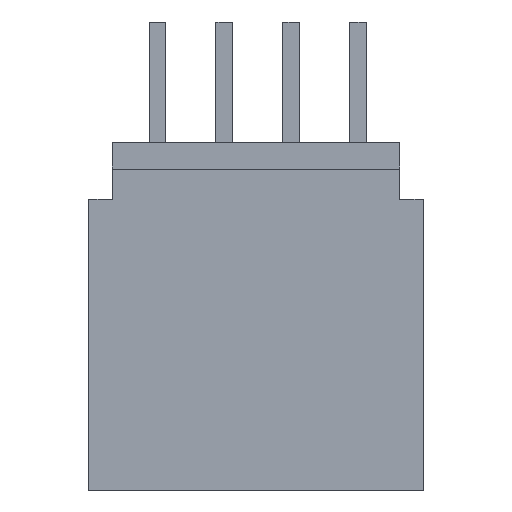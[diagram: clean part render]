
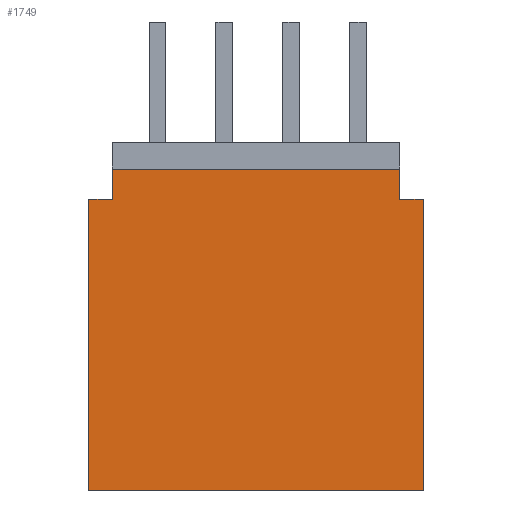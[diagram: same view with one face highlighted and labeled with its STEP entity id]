
A CAD part, front view. The second image highlights one B-rep face of the part: STEP entity #1749.
In plain terms, the highlighted face is planar.
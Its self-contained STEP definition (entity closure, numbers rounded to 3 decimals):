
#332 = PLANE('',#333);
#333 = AXIS2_PLACEMENT_3D('',#334,#335,#336);
#334 = CARTESIAN_POINT('',(11.811,13.208,127.));
#335 = DIRECTION('',(1.,0.,0.));
#336 = DIRECTION('',(0.,0.,-1.));
#386 = PLANE('',#387);
#387 = AXIS2_PLACEMENT_3D('',#388,#389,#390);
#388 = CARTESIAN_POINT('',(0.889,11.049,127.));
#389 = DIRECTION('',(-1.,0.,0.));
#390 = DIRECTION('',(0.,0.,1.));
#1216 = PLANE('',#1217);
#1217 = AXIS2_PLACEMENT_3D('',#1218,#1219,#1220);
#1218 = CARTESIAN_POINT('',(254.,0.,6.731));
#1219 = DIRECTION('',(0.,1.,0.));
#1220 = DIRECTION('',(0.,0.,1.));
#1269 = VERTEX_POINT('',#1270);
#1270 = CARTESIAN_POINT('',(12.7,0.,0.));
#1284 = PLANE('',#1285);
#1285 = AXIS2_PLACEMENT_3D('',#1286,#1287,#1288);
#1286 = CARTESIAN_POINT('',(12.7,127.,0.));
#1287 = DIRECTION('',(1.,0.,0.));
#1288 = DIRECTION('',(0.,0.,-1.));
#1296 = EDGE_CURVE('',#1269,#1297,#1299,.T.);
#1297 = VERTEX_POINT('',#1298);
#1298 = CARTESIAN_POINT('',(0.,0.,0.));
#1299 = SURFACE_CURVE('',#1300,(#1304,#1311),.PCURVE_S1.);
#1300 = LINE('',#1301,#1302);
#1301 = CARTESIAN_POINT('',(254.,0.,0.));
#1302 = VECTOR('',#1303,1.);
#1303 = DIRECTION('',(-1.,0.,0.));
#1304 = PCURVE('',#1216,#1305);
#1305 = DEFINITIONAL_REPRESENTATION('',(#1306),#1310);
#1306 = LINE('',#1307,#1308);
#1307 = CARTESIAN_POINT('',(-6.731,0.));
#1308 = VECTOR('',#1309,1.);
#1309 = DIRECTION('',(0.,-1.));
#1310 = ( GEOMETRIC_REPRESENTATION_CONTEXT(2) 
PARAMETRIC_REPRESENTATION_CONTEXT() REPRESENTATION_CONTEXT('2D SPACE',''
  ) );
#1311 = PCURVE('',#1312,#1317);
#1312 = PLANE('',#1313);
#1313 = AXIS2_PLACEMENT_3D('',#1314,#1315,#1316);
#1314 = CARTESIAN_POINT('',(254.,0.,0.));
#1315 = DIRECTION('',(0.,0.,1.));
#1316 = DIRECTION('',(1.,0.,0.));
#1317 = DEFINITIONAL_REPRESENTATION('',(#1318),#1322);
#1318 = LINE('',#1319,#1320);
#1319 = CARTESIAN_POINT('',(0.,0.));
#1320 = VECTOR('',#1321,1.);
#1321 = DIRECTION('',(-1.,0.));
#1322 = ( GEOMETRIC_REPRESENTATION_CONTEXT(2) 
PARAMETRIC_REPRESENTATION_CONTEXT() REPRESENTATION_CONTEXT('2D SPACE',''
  ) );
#1340 = PLANE('',#1341);
#1341 = AXIS2_PLACEMENT_3D('',#1342,#1343,#1344);
#1342 = CARTESIAN_POINT('',(0.,0.,0.));
#1343 = DIRECTION('',(1.,0.,0.));
#1344 = DIRECTION('',(0.,0.,-1.));
#1749 = ADVANCED_FACE('',(#1750),#1312,.F.);
#1750 = FACE_BOUND('',#1751,.F.);
#1751 = EDGE_LOOP('',(#1752,#1753,#1776,#1804,#1827,#1855,#1878,#1906));
#1752 = ORIENTED_EDGE('',*,*,#1296,.F.);
#1753 = ORIENTED_EDGE('',*,*,#1754,.F.);
#1754 = EDGE_CURVE('',#1755,#1269,#1757,.T.);
#1755 = VERTEX_POINT('',#1756);
#1756 = CARTESIAN_POINT('',(12.7,11.049,0.));
#1757 = SURFACE_CURVE('',#1758,(#1762,#1769),.PCURVE_S1.);
#1758 = LINE('',#1759,#1760);
#1759 = CARTESIAN_POINT('',(12.7,127.,0.));
#1760 = VECTOR('',#1761,1.);
#1761 = DIRECTION('',(0.,-1.,0.));
#1762 = PCURVE('',#1312,#1763);
#1763 = DEFINITIONAL_REPRESENTATION('',(#1764),#1768);
#1764 = LINE('',#1765,#1766);
#1765 = CARTESIAN_POINT('',(-241.3,127.));
#1766 = VECTOR('',#1767,1.);
#1767 = DIRECTION('',(0.,-1.));
#1768 = ( GEOMETRIC_REPRESENTATION_CONTEXT(2) 
PARAMETRIC_REPRESENTATION_CONTEXT() REPRESENTATION_CONTEXT('2D SPACE',''
  ) );
#1769 = PCURVE('',#1284,#1770);
#1770 = DEFINITIONAL_REPRESENTATION('',(#1771),#1775);
#1771 = LINE('',#1772,#1773);
#1772 = CARTESIAN_POINT('',(0.,0.));
#1773 = VECTOR('',#1774,1.);
#1774 = DIRECTION('',(0.,-1.));
#1775 = ( GEOMETRIC_REPRESENTATION_CONTEXT(2) 
PARAMETRIC_REPRESENTATION_CONTEXT() REPRESENTATION_CONTEXT('2D SPACE',''
  ) );
#1776 = ORIENTED_EDGE('',*,*,#1777,.F.);
#1777 = EDGE_CURVE('',#1778,#1755,#1780,.T.);
#1778 = VERTEX_POINT('',#1779);
#1779 = CARTESIAN_POINT('',(11.811,11.049,0.));
#1780 = SURFACE_CURVE('',#1781,(#1785,#1792),.PCURVE_S1.);
#1781 = LINE('',#1782,#1783);
#1782 = CARTESIAN_POINT('',(11.811,11.049,0.));
#1783 = VECTOR('',#1784,1.);
#1784 = DIRECTION('',(1.,0.,0.));
#1785 = PCURVE('',#1312,#1786);
#1786 = DEFINITIONAL_REPRESENTATION('',(#1787),#1791);
#1787 = LINE('',#1788,#1789);
#1788 = CARTESIAN_POINT('',(-242.189,11.049));
#1789 = VECTOR('',#1790,1.);
#1790 = DIRECTION('',(1.,0.));
#1791 = ( GEOMETRIC_REPRESENTATION_CONTEXT(2) 
PARAMETRIC_REPRESENTATION_CONTEXT() REPRESENTATION_CONTEXT('2D SPACE',''
  ) );
#1792 = PCURVE('',#1793,#1798);
#1793 = PLANE('',#1794);
#1794 = AXIS2_PLACEMENT_3D('',#1795,#1796,#1797);
#1795 = CARTESIAN_POINT('',(11.811,11.049,127.));
#1796 = DIRECTION('',(0.,1.,0.));
#1797 = DIRECTION('',(0.,0.,1.));
#1798 = DEFINITIONAL_REPRESENTATION('',(#1799),#1803);
#1799 = LINE('',#1800,#1801);
#1800 = CARTESIAN_POINT('',(-127.,0.));
#1801 = VECTOR('',#1802,1.);
#1802 = DIRECTION('',(0.,1.));
#1803 = ( GEOMETRIC_REPRESENTATION_CONTEXT(2) 
PARAMETRIC_REPRESENTATION_CONTEXT() REPRESENTATION_CONTEXT('2D SPACE',''
  ) );
#1804 = ORIENTED_EDGE('',*,*,#1805,.F.);
#1805 = EDGE_CURVE('',#1806,#1778,#1808,.T.);
#1806 = VERTEX_POINT('',#1807);
#1807 = CARTESIAN_POINT('',(11.811,12.192,0.));
#1808 = SURFACE_CURVE('',#1809,(#1813,#1820),.PCURVE_S1.);
#1809 = LINE('',#1810,#1811);
#1810 = CARTESIAN_POINT('',(11.811,13.208,0.));
#1811 = VECTOR('',#1812,1.);
#1812 = DIRECTION('',(0.,-1.,0.));
#1813 = PCURVE('',#1312,#1814);
#1814 = DEFINITIONAL_REPRESENTATION('',(#1815),#1819);
#1815 = LINE('',#1816,#1817);
#1816 = CARTESIAN_POINT('',(-242.189,13.208));
#1817 = VECTOR('',#1818,1.);
#1818 = DIRECTION('',(0.,-1.));
#1819 = ( GEOMETRIC_REPRESENTATION_CONTEXT(2) 
PARAMETRIC_REPRESENTATION_CONTEXT() REPRESENTATION_CONTEXT('2D SPACE',''
  ) );
#1820 = PCURVE('',#332,#1821);
#1821 = DEFINITIONAL_REPRESENTATION('',(#1822),#1826);
#1822 = LINE('',#1823,#1824);
#1823 = CARTESIAN_POINT('',(127.,0.));
#1824 = VECTOR('',#1825,1.);
#1825 = DIRECTION('',(0.,-1.));
#1826 = ( GEOMETRIC_REPRESENTATION_CONTEXT(2) 
PARAMETRIC_REPRESENTATION_CONTEXT() REPRESENTATION_CONTEXT('2D SPACE',''
  ) );
#1827 = ORIENTED_EDGE('',*,*,#1828,.T.);
#1828 = EDGE_CURVE('',#1806,#1829,#1831,.T.);
#1829 = VERTEX_POINT('',#1830);
#1830 = CARTESIAN_POINT('',(0.889,12.192,0.));
#1831 = SURFACE_CURVE('',#1832,(#1836,#1843),.PCURVE_S1.);
#1832 = LINE('',#1833,#1834);
#1833 = CARTESIAN_POINT('',(254.,12.192,0.));
#1834 = VECTOR('',#1835,1.);
#1835 = DIRECTION('',(-1.,0.,0.));
#1836 = PCURVE('',#1312,#1837);
#1837 = DEFINITIONAL_REPRESENTATION('',(#1838),#1842);
#1838 = LINE('',#1839,#1840);
#1839 = CARTESIAN_POINT('',(0.,12.192));
#1840 = VECTOR('',#1841,1.);
#1841 = DIRECTION('',(-1.,0.));
#1842 = ( GEOMETRIC_REPRESENTATION_CONTEXT(2) 
PARAMETRIC_REPRESENTATION_CONTEXT() REPRESENTATION_CONTEXT('2D SPACE',''
  ) );
#1843 = PCURVE('',#1844,#1849);
#1844 = PLANE('',#1845);
#1845 = AXIS2_PLACEMENT_3D('',#1846,#1847,#1848);
#1846 = CARTESIAN_POINT('',(254.,12.192,0.));
#1847 = DIRECTION('',(0.,-1.,0.));
#1848 = DIRECTION('',(0.,0.,-1.));
#1849 = DEFINITIONAL_REPRESENTATION('',(#1850),#1854);
#1850 = LINE('',#1851,#1852);
#1851 = CARTESIAN_POINT('',(0.,0.));
#1852 = VECTOR('',#1853,1.);
#1853 = DIRECTION('',(0.,-1.));
#1854 = ( GEOMETRIC_REPRESENTATION_CONTEXT(2) 
PARAMETRIC_REPRESENTATION_CONTEXT() REPRESENTATION_CONTEXT('2D SPACE',''
  ) );
#1855 = ORIENTED_EDGE('',*,*,#1856,.F.);
#1856 = EDGE_CURVE('',#1857,#1829,#1859,.T.);
#1857 = VERTEX_POINT('',#1858);
#1858 = CARTESIAN_POINT('',(0.889,11.049,0.));
#1859 = SURFACE_CURVE('',#1860,(#1864,#1871),.PCURVE_S1.);
#1860 = LINE('',#1861,#1862);
#1861 = CARTESIAN_POINT('',(0.889,11.049,0.));
#1862 = VECTOR('',#1863,1.);
#1863 = DIRECTION('',(0.,1.,0.));
#1864 = PCURVE('',#1312,#1865);
#1865 = DEFINITIONAL_REPRESENTATION('',(#1866),#1870);
#1866 = LINE('',#1867,#1868);
#1867 = CARTESIAN_POINT('',(-253.111,11.049));
#1868 = VECTOR('',#1869,1.);
#1869 = DIRECTION('',(0.,1.));
#1870 = ( GEOMETRIC_REPRESENTATION_CONTEXT(2) 
PARAMETRIC_REPRESENTATION_CONTEXT() REPRESENTATION_CONTEXT('2D SPACE',''
  ) );
#1871 = PCURVE('',#386,#1872);
#1872 = DEFINITIONAL_REPRESENTATION('',(#1873),#1877);
#1873 = LINE('',#1874,#1875);
#1874 = CARTESIAN_POINT('',(-127.,0.));
#1875 = VECTOR('',#1876,1.);
#1876 = DIRECTION('',(0.,1.));
#1877 = ( GEOMETRIC_REPRESENTATION_CONTEXT(2) 
PARAMETRIC_REPRESENTATION_CONTEXT() REPRESENTATION_CONTEXT('2D SPACE',''
  ) );
#1878 = ORIENTED_EDGE('',*,*,#1879,.F.);
#1879 = EDGE_CURVE('',#1880,#1857,#1882,.T.);
#1880 = VERTEX_POINT('',#1881);
#1881 = CARTESIAN_POINT('',(0.,11.049,0.));
#1882 = SURFACE_CURVE('',#1883,(#1887,#1894),.PCURVE_S1.);
#1883 = LINE('',#1884,#1885);
#1884 = CARTESIAN_POINT('',(0.,11.049,0.));
#1885 = VECTOR('',#1886,1.);
#1886 = DIRECTION('',(1.,0.,0.));
#1887 = PCURVE('',#1312,#1888);
#1888 = DEFINITIONAL_REPRESENTATION('',(#1889),#1893);
#1889 = LINE('',#1890,#1891);
#1890 = CARTESIAN_POINT('',(-254.,11.049));
#1891 = VECTOR('',#1892,1.);
#1892 = DIRECTION('',(1.,0.));
#1893 = ( GEOMETRIC_REPRESENTATION_CONTEXT(2) 
PARAMETRIC_REPRESENTATION_CONTEXT() REPRESENTATION_CONTEXT('2D SPACE',''
  ) );
#1894 = PCURVE('',#1895,#1900);
#1895 = PLANE('',#1896);
#1896 = AXIS2_PLACEMENT_3D('',#1897,#1898,#1899);
#1897 = CARTESIAN_POINT('',(0.,11.049,127.));
#1898 = DIRECTION('',(0.,1.,0.));
#1899 = DIRECTION('',(0.,0.,1.));
#1900 = DEFINITIONAL_REPRESENTATION('',(#1901),#1905);
#1901 = LINE('',#1902,#1903);
#1902 = CARTESIAN_POINT('',(-127.,0.));
#1903 = VECTOR('',#1904,1.);
#1904 = DIRECTION('',(0.,1.));
#1905 = ( GEOMETRIC_REPRESENTATION_CONTEXT(2) 
PARAMETRIC_REPRESENTATION_CONTEXT() REPRESENTATION_CONTEXT('2D SPACE',''
  ) );
#1906 = ORIENTED_EDGE('',*,*,#1907,.F.);
#1907 = EDGE_CURVE('',#1297,#1880,#1908,.T.);
#1908 = SURFACE_CURVE('',#1909,(#1913,#1920),.PCURVE_S1.);
#1909 = LINE('',#1910,#1911);
#1910 = CARTESIAN_POINT('',(0.,0.,0.));
#1911 = VECTOR('',#1912,1.);
#1912 = DIRECTION('',(0.,1.,0.));
#1913 = PCURVE('',#1312,#1914);
#1914 = DEFINITIONAL_REPRESENTATION('',(#1915),#1919);
#1915 = LINE('',#1916,#1917);
#1916 = CARTESIAN_POINT('',(-254.,0.));
#1917 = VECTOR('',#1918,1.);
#1918 = DIRECTION('',(0.,1.));
#1919 = ( GEOMETRIC_REPRESENTATION_CONTEXT(2) 
PARAMETRIC_REPRESENTATION_CONTEXT() REPRESENTATION_CONTEXT('2D SPACE',''
  ) );
#1920 = PCURVE('',#1340,#1921);
#1921 = DEFINITIONAL_REPRESENTATION('',(#1922),#1926);
#1922 = LINE('',#1923,#1924);
#1923 = CARTESIAN_POINT('',(0.,0.));
#1924 = VECTOR('',#1925,1.);
#1925 = DIRECTION('',(0.,1.));
#1926 = ( GEOMETRIC_REPRESENTATION_CONTEXT(2) 
PARAMETRIC_REPRESENTATION_CONTEXT() REPRESENTATION_CONTEXT('2D SPACE',''
  ) );
